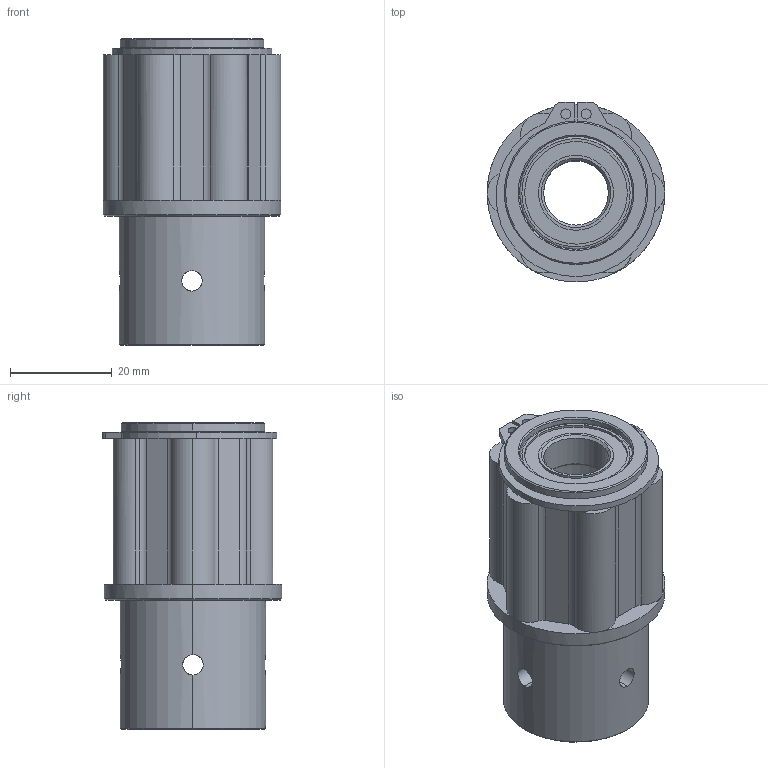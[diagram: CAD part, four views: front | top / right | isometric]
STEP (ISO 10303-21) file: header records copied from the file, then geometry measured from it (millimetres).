
FILE_DESCRIPTION (( 'STEP AP214' ), '1' );
FILE_NAME ('WCP-1752 Rev1.step', '2025-01-31T22:00:14', ( '' ), ( '' ), 'SwSTEP 2.0', 'SolidWorks 2022', '' );
FILE_SCHEMA (( 'AUTOMOTIVE_DESIGN' ));
Length unit declared in the file: inch
Products named in the file (4): WCP-1752-001 Rev1_1.25" OD Tube; WCP-1752 Rev1; WCP-1753 Rev1_WCP-1753 Rev1; WCP-0777 Rev1
Assembly tree (4 placements, depth 2):
  WCP-1752 Rev1
    WCP-1752-001 Rev1_1.25" OD Tube
    WCP-1753 Rev1_WCP-1753 Rev1
    WCP-0777 Rev1  x2
Bounding box: 34.92 x 35.3 x 60.33 mm (x, y, z)
Volume: 27519.7 mm3; surface area: 14922.2 mm2
Topology: 4 solids, 4 shells, 156 faces, 370 edges, 234 vertices
Faces by surface type: cylinder 90, plane 36, cone 22, bspline 8
Entity records: 4626 total; most frequent: CARTESIAN_POINT 1161, DIRECTION 726, ORIENTED_EDGE 636, EDGE_CURVE 318, AXIS2_PLACEMENT_3D 295, VERTEX_POINT 202, CIRCLE 162, EDGE_LOOP 154
